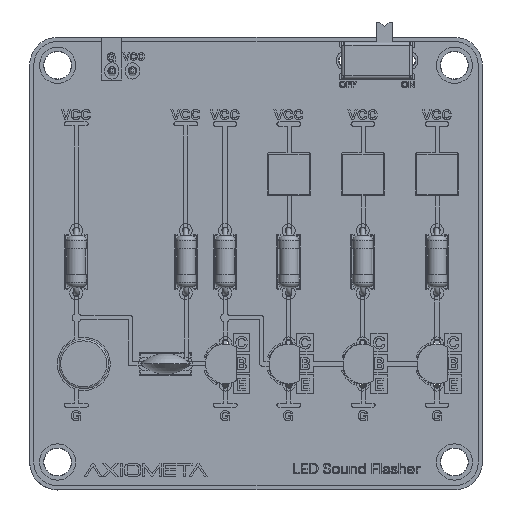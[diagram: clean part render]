
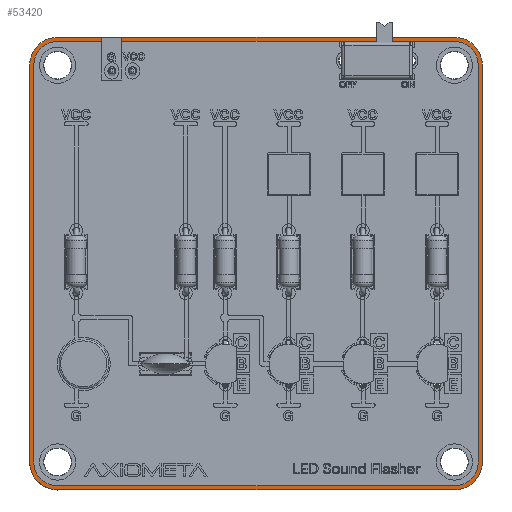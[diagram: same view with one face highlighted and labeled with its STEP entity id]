
A CAD part, top view. The second image highlights one B-rep face of the part: STEP entity #53420.
In plain terms, the highlighted planar face has unit normal (0, 0, 1).
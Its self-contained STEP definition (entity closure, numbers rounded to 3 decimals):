
#1257=FACE_BOUND('',#19235,.T.);
#8363=LINE('',#90455,#15385);
#8367=LINE('',#90467,#15389);
#8371=LINE('',#90479,#15393);
#8375=LINE('',#90491,#15397);
#8382=LINE('',#90518,#15404);
#8388=LINE('',#90538,#15410);
#8389=LINE('',#90539,#15411);
#8390=LINE('',#90540,#15412);
#15385=VECTOR('',#70419,10.);
#15389=VECTOR('',#70431,10.);
#15393=VECTOR('',#70443,10.);
#15397=VECTOR('',#70455,10.);
#15404=VECTOR('',#70482,10.);
#15410=VECTOR('',#70502,10.);
#15411=VECTOR('',#70503,10.);
#15412=VECTOR('',#70504,10.);
#17366=FACE_OUTER_BOUND('',#19234,.T.);
#19234=EDGE_LOOP('',(#49331,#49332,#49333,#49334,#49335,#49336,#49337,#49338));
#19235=EDGE_LOOP('',(#49339,#49340,#49341,#49342,#49343,#49344,#49345,#49346));
#21321=CIRCLE('',#56994,2.9);
#21323=CIRCLE('',#56998,2.9);
#21325=CIRCLE('',#57002,2.9);
#21327=CIRCLE('',#57006,2.9);
#21329=CIRCLE('',#57009,3.4);
#21331=CIRCLE('',#57012,3.4);
#21333=CIRCLE('',#57016,3.4);
#21335=CIRCLE('',#57019,3.4);
#29487=VERTEX_POINT('',#90452);
#29488=VERTEX_POINT('',#90454);
#29490=VERTEX_POINT('',#90460);
#29492=VERTEX_POINT('',#90466);
#29494=VERTEX_POINT('',#90472);
#29496=VERTEX_POINT('',#90478);
#29498=VERTEX_POINT('',#90484);
#29500=VERTEX_POINT('',#90490);
#29503=VERTEX_POINT('',#90500);
#29504=VERTEX_POINT('',#90502);
#29507=VERTEX_POINT('',#90509);
#29508=VERTEX_POINT('',#90511);
#29510=VERTEX_POINT('',#90517);
#29513=VERTEX_POINT('',#90525);
#29516=VERTEX_POINT('',#90532);
#29517=VERTEX_POINT('',#90534);
#38405=EDGE_CURVE('',#29488,#29487,#8363,.T.);
#38408=EDGE_CURVE('',#29490,#29488,#21321,.T.);
#38411=EDGE_CURVE('',#29492,#29490,#8367,.T.);
#38414=EDGE_CURVE('',#29494,#29492,#21323,.T.);
#38417=EDGE_CURVE('',#29496,#29494,#8371,.T.);
#38420=EDGE_CURVE('',#29498,#29496,#21325,.T.);
#38423=EDGE_CURVE('',#29500,#29498,#8375,.T.);
#38426=EDGE_CURVE('',#29487,#29500,#21327,.T.);
#38429=EDGE_CURVE('',#29504,#29503,#21329,.T.);
#38433=EDGE_CURVE('',#29508,#29507,#21331,.T.);
#38436=EDGE_CURVE('',#29510,#29508,#8382,.T.);
#38440=EDGE_CURVE('',#29513,#29510,#21333,.T.);
#38444=EDGE_CURVE('',#29517,#29516,#21335,.T.);
#38446=EDGE_CURVE('',#29516,#29513,#8388,.T.);
#38447=EDGE_CURVE('',#29507,#29504,#8389,.T.);
#38448=EDGE_CURVE('',#29503,#29517,#8390,.T.);
#49331=ORIENTED_EDGE('',*,*,#38444,.T.);
#49332=ORIENTED_EDGE('',*,*,#38446,.T.);
#49333=ORIENTED_EDGE('',*,*,#38440,.T.);
#49334=ORIENTED_EDGE('',*,*,#38436,.T.);
#49335=ORIENTED_EDGE('',*,*,#38433,.T.);
#49336=ORIENTED_EDGE('',*,*,#38447,.T.);
#49337=ORIENTED_EDGE('',*,*,#38429,.T.);
#49338=ORIENTED_EDGE('',*,*,#38448,.T.);
#49339=ORIENTED_EDGE('',*,*,#38426,.T.);
#49340=ORIENTED_EDGE('',*,*,#38423,.T.);
#49341=ORIENTED_EDGE('',*,*,#38420,.T.);
#49342=ORIENTED_EDGE('',*,*,#38417,.T.);
#49343=ORIENTED_EDGE('',*,*,#38414,.T.);
#49344=ORIENTED_EDGE('',*,*,#38411,.T.);
#49345=ORIENTED_EDGE('',*,*,#38408,.T.);
#49346=ORIENTED_EDGE('',*,*,#38405,.T.);
#51013=PLANE('',#57020);
#53420=ADVANCED_FACE('',(#17366,#1257),#51013,.T.);
#56994=AXIS2_PLACEMENT_3D('',#90461,#70425,#70426);
#56998=AXIS2_PLACEMENT_3D('',#90473,#70437,#70438);
#57002=AXIS2_PLACEMENT_3D('',#90485,#70449,#70450);
#57006=AXIS2_PLACEMENT_3D('',#90495,#70461,#70462);
#57009=AXIS2_PLACEMENT_3D('',#90503,#70468,#70469);
#57012=AXIS2_PLACEMENT_3D('',#90512,#70476,#70477);
#57016=AXIS2_PLACEMENT_3D('',#90526,#70489,#70490);
#57019=AXIS2_PLACEMENT_3D('',#90535,#70497,#70498);
#57020=AXIS2_PLACEMENT_3D('',#90537,#70500,#70501);
#70419=DIRECTION('',(-1.,0.,0.));
#70425=DIRECTION('center_axis',(0.,0.,-1.));
#70426=DIRECTION('ref_axis',(0.,-1.,0.));
#70431=DIRECTION('',(0.,-1.,0.));
#70437=DIRECTION('center_axis',(0.,0.,-1.));
#70438=DIRECTION('ref_axis',(1.,0.,0.));
#70443=DIRECTION('',(1.,0.,0.));
#70449=DIRECTION('center_axis',(0.,0.,-1.));
#70450=DIRECTION('ref_axis',(-1.,0.,0.));
#70455=DIRECTION('',(0.,1.,0.));
#70461=DIRECTION('center_axis',(0.,0.,-1.));
#70462=DIRECTION('ref_axis',(-1.,0.,0.));
#70468=DIRECTION('center_axis',(0.,0.,1.));
#70469=DIRECTION('ref_axis',(0.,-1.,0.));
#70476=DIRECTION('center_axis',(0.,0.,1.));
#70477=DIRECTION('ref_axis',(-0.998,0.055,0.));
#70482=DIRECTION('',(0.,-1.,0.));
#70489=DIRECTION('center_axis',(0.,0.,1.));
#70490=DIRECTION('ref_axis',(0.,1.,0.));
#70497=DIRECTION('center_axis',(0.,0.,1.));
#70498=DIRECTION('ref_axis',(1.,0.,0.));
#70500=DIRECTION('center_axis',(0.,0.,1.));
#70501=DIRECTION('ref_axis',(-1.,0.,0.));
#70502=DIRECTION('',(-1.,0.,0.));
#70503=DIRECTION('',(1.,0.,0.));
#70504=DIRECTION('',(0.,1.,0.));
#90452=CARTESIAN_POINT('',(-24.1,-27.,1.52));
#90454=CARTESIAN_POINT('',(24.1,-27.,1.52));
#90455=CARTESIAN_POINT('',(-24.1,-27.,1.52));
#90460=CARTESIAN_POINT('',(27.,-24.1,1.52));
#90461=CARTESIAN_POINT('Origin',(24.1,-24.1,1.52));
#90466=CARTESIAN_POINT('',(27.,24.1,1.52));
#90467=CARTESIAN_POINT('',(27.,-24.1,1.52));
#90472=CARTESIAN_POINT('',(24.1,27.,1.52));
#90473=CARTESIAN_POINT('Origin',(24.1,24.1,1.52));
#90478=CARTESIAN_POINT('',(-24.1,27.,1.52));
#90479=CARTESIAN_POINT('',(24.1,27.,1.52));
#90484=CARTESIAN_POINT('',(-27.,24.1,1.52));
#90485=CARTESIAN_POINT('Origin',(-24.1,24.1,1.52));
#90490=CARTESIAN_POINT('',(-27.,-24.1,1.52));
#90491=CARTESIAN_POINT('',(-27.,24.1,1.52));
#90495=CARTESIAN_POINT('Origin',(-24.1,-24.1,1.52));
#90500=CARTESIAN_POINT('',(27.5,-24.1,1.52));
#90502=CARTESIAN_POINT('',(24.1,-27.5,1.52));
#90503=CARTESIAN_POINT('Origin',(24.1,-24.1,1.52));
#90509=CARTESIAN_POINT('',(-24.1,-27.5,1.52));
#90511=CARTESIAN_POINT('',(-27.495,-24.288,1.52));
#90512=CARTESIAN_POINT('Origin',(-24.1,-24.1,1.52));
#90517=CARTESIAN_POINT('',(-27.5,24.1,1.52));
#90518=CARTESIAN_POINT('',(-27.495,-24.288,1.52));
#90525=CARTESIAN_POINT('',(-24.1,27.5,1.52));
#90526=CARTESIAN_POINT('Origin',(-24.1,24.1,1.52));
#90532=CARTESIAN_POINT('',(24.1,27.5,1.52));
#90534=CARTESIAN_POINT('',(27.5,24.1,1.52));
#90535=CARTESIAN_POINT('Origin',(24.1,24.1,1.52));
#90537=CARTESIAN_POINT('Origin',(0.,0.,
1.52));
#90538=CARTESIAN_POINT('',(-24.1,27.5,1.52));
#90539=CARTESIAN_POINT('',(24.1,-27.5,1.52));
#90540=CARTESIAN_POINT('',(27.5,24.1,1.52));
